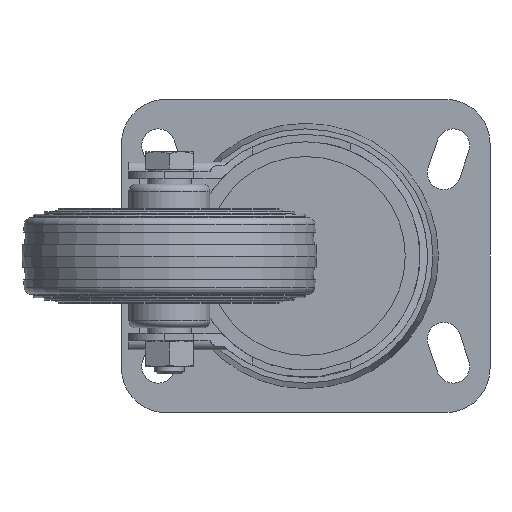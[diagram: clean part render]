
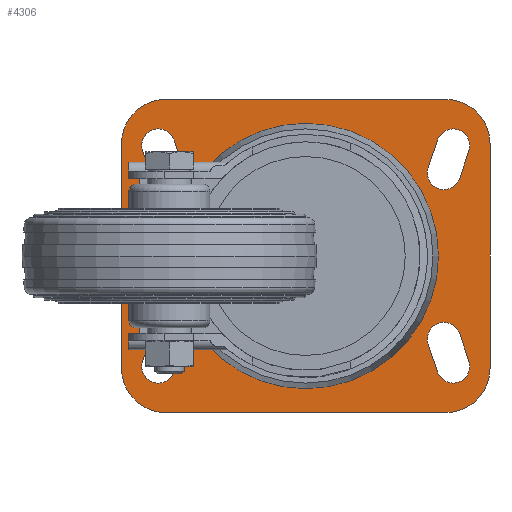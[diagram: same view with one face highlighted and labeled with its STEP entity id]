
A CAD part, front view. The second image highlights one B-rep face of the part: STEP entity #4306.
In plain terms, the highlighted planar face has unit normal (0, -1, 0).
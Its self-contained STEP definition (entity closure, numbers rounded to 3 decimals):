
#297=FACE_BOUND('',#1070,.T.);
#298=FACE_BOUND('',#1071,.T.);
#299=FACE_BOUND('',#1072,.T.);
#300=FACE_BOUND('',#1073,.T.);
#301=FACE_BOUND('',#1074,.T.);
#403=CIRCLE('',#4550,34.939);
#443=CIRCLE('',#4676,12.);
#447=CIRCLE('',#4686,12.);
#449=CIRCLE('',#4690,12.);
#451=CIRCLE('',#4694,12.);
#453=CIRCLE('',#4698,4.5);
#455=CIRCLE('',#4702,4.5);
#457=CIRCLE('',#4706,4.5);
#459=CIRCLE('',#4710,4.5);
#461=CIRCLE('',#4714,4.5);
#463=CIRCLE('',#4718,4.5);
#465=CIRCLE('',#4722,4.5);
#467=CIRCLE('',#4726,4.5);
#716=FACE_OUTER_BOUND('',#1069,.T.);
#1069=EDGE_LOOP('',(#3682,#3683,#3684,#3685,#3686,#3687,#3688,#3689));
#1070=EDGE_LOOP('',(#3690));
#1071=EDGE_LOOP('',(#3691,#3692,#3693,#3694));
#1072=EDGE_LOOP('',(#3695,#3696,#3697,#3698));
#1073=EDGE_LOOP('',(#3699,#3700,#3701,#3702));
#1074=EDGE_LOOP('',(#3703,#3704,#3705,#3706));
#1428=LINE('',#7169,#1758);
#1437=LINE('',#7203,#1767);
#1441=LINE('',#7215,#1771);
#1445=LINE('',#7225,#1775);
#1450=LINE('',#7240,#1780);
#1453=LINE('',#7249,#1783);
#1458=LINE('',#7264,#1788);
#1461=LINE('',#7273,#1791);
#1466=LINE('',#7288,#1796);
#1469=LINE('',#7297,#1799);
#1474=LINE('',#7312,#1804);
#1477=LINE('',#7321,#1807);
#1758=VECTOR('',#5699,61.);
#1767=VECTOR('',#5728,76.);
#1771=VECTOR('',#5740,61.);
#1775=VECTOR('',#5752,76.);
#1780=VECTOR('',#5765,7.906);
#1783=VECTOR('',#5776,7.906);
#1788=VECTOR('',#5789,7.906);
#1791=VECTOR('',#5800,7.906);
#1796=VECTOR('',#5813,7.906);
#1799=VECTOR('',#5824,7.906);
#1804=VECTOR('',#5837,7.906);
#1807=VECTOR('',#5848,7.906);
#1970=VERTEX_POINT('',#6624);
#2122=VERTEX_POINT('',#7160);
#2123=VERTEX_POINT('',#7162);
#2125=VERTEX_POINT('',#7168);
#2130=VERTEX_POINT('',#7196);
#2132=VERTEX_POINT('',#7202);
#2134=VERTEX_POINT('',#7208);
#2136=VERTEX_POINT('',#7214);
#2138=VERTEX_POINT('',#7220);
#2141=VERTEX_POINT('',#7230);
#2142=VERTEX_POINT('',#7232);
#2144=VERTEX_POINT('',#7238);
#2146=VERTEX_POINT('',#7244);
#2149=VERTEX_POINT('',#7254);
#2150=VERTEX_POINT('',#7256);
#2152=VERTEX_POINT('',#7262);
#2154=VERTEX_POINT('',#7268);
#2157=VERTEX_POINT('',#7278);
#2158=VERTEX_POINT('',#7280);
#2160=VERTEX_POINT('',#7286);
#2162=VERTEX_POINT('',#7292);
#2165=VERTEX_POINT('',#7302);
#2166=VERTEX_POINT('',#7304);
#2168=VERTEX_POINT('',#7310);
#2170=VERTEX_POINT('',#7316);
#2408=EDGE_CURVE('',#1970,#1970,#403,.F.);
#2634=EDGE_CURVE('',#2122,#2123,#443,.T.);
#2637=EDGE_CURVE('',#2123,#2125,#1428,.T.);
#2648=EDGE_CURVE('',#2125,#2130,#447,.T.);
#2651=EDGE_CURVE('',#2130,#2132,#1437,.T.);
#2654=EDGE_CURVE('',#2132,#2134,#449,.T.);
#2657=EDGE_CURVE('',#2134,#2136,#1441,.T.);
#2660=EDGE_CURVE('',#2136,#2138,#451,.T.);
#2663=EDGE_CURVE('',#2138,#2122,#1445,.T.);
#2666=EDGE_CURVE('',#2142,#2141,#453,.T.);
#2670=EDGE_CURVE('',#2141,#2144,#1450,.T.);
#2673=EDGE_CURVE('',#2144,#2146,#455,.T.);
#2675=EDGE_CURVE('',#2146,#2142,#1453,.T.);
#2678=EDGE_CURVE('',#2150,#2149,#457,.T.);
#2682=EDGE_CURVE('',#2149,#2152,#1458,.T.);
#2685=EDGE_CURVE('',#2152,#2154,#459,.T.);
#2687=EDGE_CURVE('',#2154,#2150,#1461,.T.);
#2690=EDGE_CURVE('',#2158,#2157,#461,.T.);
#2694=EDGE_CURVE('',#2157,#2160,#1466,.T.);
#2697=EDGE_CURVE('',#2160,#2162,#463,.T.);
#2699=EDGE_CURVE('',#2162,#2158,#1469,.T.);
#2702=EDGE_CURVE('',#2166,#2165,#465,.T.);
#2706=EDGE_CURVE('',#2165,#2168,#1474,.T.);
#2709=EDGE_CURVE('',#2168,#2170,#467,.T.);
#2711=EDGE_CURVE('',#2170,#2166,#1477,.T.);
#3682=ORIENTED_EDGE('',*,*,#2634,.F.);
#3683=ORIENTED_EDGE('',*,*,#2663,.F.);
#3684=ORIENTED_EDGE('',*,*,#2660,.F.);
#3685=ORIENTED_EDGE('',*,*,#2657,.F.);
#3686=ORIENTED_EDGE('',*,*,#2654,.F.);
#3687=ORIENTED_EDGE('',*,*,#2651,.F.);
#3688=ORIENTED_EDGE('',*,*,#2648,.F.);
#3689=ORIENTED_EDGE('',*,*,#2637,.F.);
#3690=ORIENTED_EDGE('',*,*,#2408,.T.);
#3691=ORIENTED_EDGE('',*,*,#2711,.T.);
#3692=ORIENTED_EDGE('',*,*,#2702,.T.);
#3693=ORIENTED_EDGE('',*,*,#2706,.T.);
#3694=ORIENTED_EDGE('',*,*,#2709,.T.);
#3695=ORIENTED_EDGE('',*,*,#2699,.T.);
#3696=ORIENTED_EDGE('',*,*,#2690,.T.);
#3697=ORIENTED_EDGE('',*,*,#2694,.T.);
#3698=ORIENTED_EDGE('',*,*,#2697,.T.);
#3699=ORIENTED_EDGE('',*,*,#2687,.T.);
#3700=ORIENTED_EDGE('',*,*,#2678,.T.);
#3701=ORIENTED_EDGE('',*,*,#2682,.T.);
#3702=ORIENTED_EDGE('',*,*,#2685,.T.);
#3703=ORIENTED_EDGE('',*,*,#2675,.T.);
#3704=ORIENTED_EDGE('',*,*,#2666,.T.);
#3705=ORIENTED_EDGE('',*,*,#2670,.T.);
#3706=ORIENTED_EDGE('',*,*,#2673,.T.);
#4074=PLANE('',#4730);
#4306=ADVANCED_FACE('',(#716,#297,#298,#299,#300,#301),#4074,.F.);
#4550=AXIS2_PLACEMENT_3D('',#6625,#5265,#5266);
#4676=AXIS2_PLACEMENT_3D('',#7163,#5693,#5694);
#4686=AXIS2_PLACEMENT_3D('',#7197,#5722,#5723);
#4690=AXIS2_PLACEMENT_3D('',#7209,#5734,#5735);
#4694=AXIS2_PLACEMENT_3D('',#7221,#5746,#5747);
#4698=AXIS2_PLACEMENT_3D('',#7233,#5758,#5759);
#4702=AXIS2_PLACEMENT_3D('',#7246,#5771,#5772);
#4706=AXIS2_PLACEMENT_3D('',#7257,#5782,#5783);
#4710=AXIS2_PLACEMENT_3D('',#7270,#5795,#5796);
#4714=AXIS2_PLACEMENT_3D('',#7281,#5806,#5807);
#4718=AXIS2_PLACEMENT_3D('',#7294,#5819,#5820);
#4722=AXIS2_PLACEMENT_3D('',#7305,#5830,#5831);
#4726=AXIS2_PLACEMENT_3D('',#7318,#5843,#5844);
#4730=AXIS2_PLACEMENT_3D('',#7325,#5853,#5854);
#5265=DIRECTION('center_axis',(0.,-1.,0.));
#5266=DIRECTION('ref_axis',(0.,0.,-1.));
#5693=DIRECTION('center_axis',(0.,1.,0.));
#5694=DIRECTION('ref_axis',(1.,0.,0.));
#5699=DIRECTION('',(0.,0.,1.));
#5722=DIRECTION('center_axis',(0.,1.,0.));
#5723=DIRECTION('ref_axis',(1.,0.,0.));
#5728=DIRECTION('',(1.,0.,0.));
#5734=DIRECTION('center_axis',(0.,1.,0.));
#5735=DIRECTION('ref_axis',(1.,0.,0.));
#5740=DIRECTION('',(0.,0.,-1.));
#5746=DIRECTION('center_axis',(0.,1.,0.));
#5747=DIRECTION('ref_axis',(1.,0.,0.));
#5752=DIRECTION('',(-1.,0.,0.));
#5758=DIRECTION('center_axis',(0.,1.,0.));
#5759=DIRECTION('ref_axis',(1.,0.,0.));
#5765=DIRECTION('',(0.316,0.,0.949));
#5771=DIRECTION('center_axis',(0.,1.,0.));
#5772=DIRECTION('ref_axis',(1.,0.,0.));
#5776=DIRECTION('',(-0.316,0.,-0.949));
#5782=DIRECTION('center_axis',(0.,1.,0.));
#5783=DIRECTION('ref_axis',(1.,0.,0.));
#5789=DIRECTION('',(0.316,0.,-0.949));
#5795=DIRECTION('center_axis',(0.,1.,0.));
#5796=DIRECTION('ref_axis',(1.,0.,0.));
#5800=DIRECTION('',(-0.316,0.,0.949));
#5806=DIRECTION('center_axis',(0.,1.,0.));
#5807=DIRECTION('ref_axis',(1.,0.,0.));
#5813=DIRECTION('',(0.316,0.,0.949));
#5819=DIRECTION('center_axis',(0.,1.,0.));
#5820=DIRECTION('ref_axis',(1.,0.,0.));
#5824=DIRECTION('',(-0.316,0.,-0.949));
#5830=DIRECTION('center_axis',(0.,1.,0.));
#5831=DIRECTION('ref_axis',(1.,0.,0.));
#5837=DIRECTION('',(0.316,0.,-0.949));
#5843=DIRECTION('center_axis',(0.,1.,0.));
#5844=DIRECTION('ref_axis',(1.,0.,0.));
#5848=DIRECTION('',(-0.316,0.,0.949));
#5853=DIRECTION('center_axis',(0.,1.,0.));
#5854=DIRECTION('ref_axis',(0.,0.,1.));
#6624=CARTESIAN_POINT('',(37.,64.5,-34.939));
#6625=CARTESIAN_POINT('Origin',(37.,64.5,0.));
#7160=CARTESIAN_POINT('',(-1.,64.5,-42.5));
#7162=CARTESIAN_POINT('',(-13.,64.5,-30.5));
#7163=CARTESIAN_POINT('Origin',(-1.,64.5,-30.5));
#7168=CARTESIAN_POINT('',(-13.,64.5,30.5));
#7169=CARTESIAN_POINT('',(-13.,64.5,-30.5));
#7196=CARTESIAN_POINT('',(-1.,64.5,42.5));
#7197=CARTESIAN_POINT('Origin',(-1.,64.5,30.5));
#7202=CARTESIAN_POINT('',(75.,64.5,42.5));
#7203=CARTESIAN_POINT('',(-1.,64.5,42.5));
#7208=CARTESIAN_POINT('',(87.,64.5,30.5));
#7209=CARTESIAN_POINT('Origin',(75.,64.5,30.5));
#7214=CARTESIAN_POINT('',(87.,64.5,-30.5));
#7215=CARTESIAN_POINT('',(87.,64.5,30.5));
#7220=CARTESIAN_POINT('',(75.,64.5,-42.5));
#7221=CARTESIAN_POINT('Origin',(75.,64.5,-30.5));
#7225=CARTESIAN_POINT('',(75.,64.5,-42.5));
#7230=CARTESIAN_POINT('',(70.231,64.5,23.923));
#7232=CARTESIAN_POINT('',(78.769,64.5,21.077));
#7233=CARTESIAN_POINT('Origin',(74.5,64.5,22.5));
#7238=CARTESIAN_POINT('',(72.731,64.5,31.423));
#7240=CARTESIAN_POINT('',(70.231,64.5,23.923));
#7244=CARTESIAN_POINT('',(81.269,64.5,28.577));
#7246=CARTESIAN_POINT('Origin',(77.,64.5,30.));
#7249=CARTESIAN_POINT('',(81.269,64.5,28.577));
#7254=CARTESIAN_POINT('',(78.769,64.5,-21.077));
#7256=CARTESIAN_POINT('',(70.231,64.5,-23.923));
#7257=CARTESIAN_POINT('Origin',(74.5,64.5,-22.5));
#7262=CARTESIAN_POINT('',(81.269,64.5,-28.577));
#7264=CARTESIAN_POINT('',(78.769,64.5,-21.077));
#7268=CARTESIAN_POINT('',(72.731,64.5,-31.423));
#7270=CARTESIAN_POINT('Origin',(77.,64.5,-30.));
#7273=CARTESIAN_POINT('',(72.731,64.5,-31.423));
#7278=CARTESIAN_POINT('',(-7.269,64.5,-28.577));
#7280=CARTESIAN_POINT('',(1.269,64.5,-31.423));
#7281=CARTESIAN_POINT('Origin',(-3.,64.5,-30.));
#7286=CARTESIAN_POINT('',(-4.769,64.5,-21.077));
#7288=CARTESIAN_POINT('',(-7.269,64.5,-28.577));
#7292=CARTESIAN_POINT('',(3.769,64.5,-23.923));
#7294=CARTESIAN_POINT('Origin',(-0.5,64.5,-22.5));
#7297=CARTESIAN_POINT('',(3.769,64.5,-23.923));
#7302=CARTESIAN_POINT('',(1.269,64.5,31.423));
#7304=CARTESIAN_POINT('',(-7.269,64.5,28.577));
#7305=CARTESIAN_POINT('Origin',(-3.,64.5,30.));
#7310=CARTESIAN_POINT('',(3.769,64.5,23.923));
#7312=CARTESIAN_POINT('',(1.269,64.5,31.423));
#7316=CARTESIAN_POINT('',(-4.769,64.5,21.077));
#7318=CARTESIAN_POINT('Origin',(-0.5,64.5,22.5));
#7321=CARTESIAN_POINT('',(-4.769,64.5,21.077));
#7325=CARTESIAN_POINT('Origin',(-1.,64.5,-30.5));
